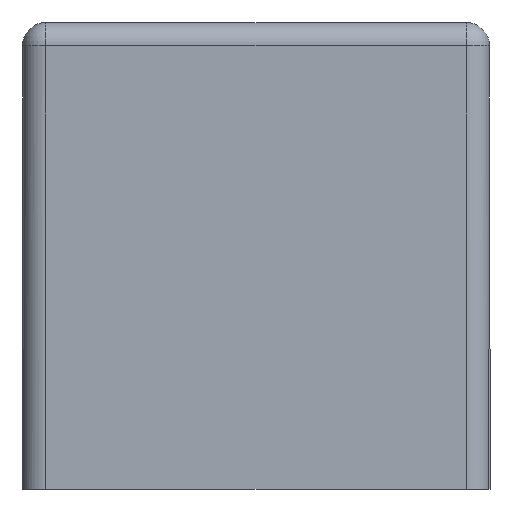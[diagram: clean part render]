
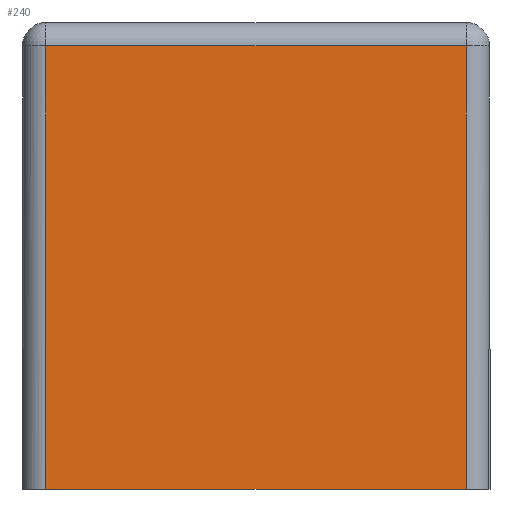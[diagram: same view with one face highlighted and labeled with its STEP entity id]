
A CAD part, front view. The second image highlights one B-rep face of the part: STEP entity #240.
In plain terms, the highlighted planar face has unit normal (0, -1, 0).
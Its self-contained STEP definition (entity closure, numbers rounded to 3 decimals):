
#80 = VERTEX_POINT('',#81);
#81 = CARTESIAN_POINT('',(-3.6,-4.,0.));
#88 = EDGE_CURVE('',#80,#89,#91,.T.);
#89 = VERTEX_POINT('',#90);
#90 = CARTESIAN_POINT('',(-3.6,-4.,7.6));
#91 = LINE('',#92,#93);
#92 = CARTESIAN_POINT('',(-3.6,-4.,0.));
#93 = VECTOR('',#94,1.);
#94 = DIRECTION('',(0.,0.,1.));
#240 = ADVANCED_FACE('',(#241),#266,.F.);
#241 = FACE_BOUND('',#242,.F.);
#242 = EDGE_LOOP('',(#243,#244,#252,#260));
#243 = ORIENTED_EDGE('',*,*,#88,.T.);
#244 = ORIENTED_EDGE('',*,*,#245,.F.);
#245 = EDGE_CURVE('',#246,#89,#248,.T.);
#246 = VERTEX_POINT('',#247);
#247 = CARTESIAN_POINT('',(3.6,-4.,7.6));
#248 = LINE('',#249,#250);
#249 = CARTESIAN_POINT('',(3.6,-4.,7.6));
#250 = VECTOR('',#251,1.);
#251 = DIRECTION('',(-1.,-0.,-0.));
#252 = ORIENTED_EDGE('',*,*,#253,.F.);
#253 = EDGE_CURVE('',#254,#246,#256,.T.);
#254 = VERTEX_POINT('',#255);
#255 = CARTESIAN_POINT('',(3.6,-4.,0.));
#256 = LINE('',#257,#258);
#257 = CARTESIAN_POINT('',(3.6,-4.,0.));
#258 = VECTOR('',#259,1.);
#259 = DIRECTION('',(0.,0.,1.));
#260 = ORIENTED_EDGE('',*,*,#261,.F.);
#261 = EDGE_CURVE('',#80,#254,#262,.T.);
#262 = LINE('',#263,#264);
#263 = CARTESIAN_POINT('',(-4.,-4.,0.));
#264 = VECTOR('',#265,1.);
#265 = DIRECTION('',(1.,0.,0.));
#266 = PLANE('',#267);
#267 = AXIS2_PLACEMENT_3D('',#268,#269,#270);
#268 = CARTESIAN_POINT('',(-4.,-4.,0.));
#269 = DIRECTION('',(0.,1.,0.));
#270 = DIRECTION('',(0.,0.,1.));
